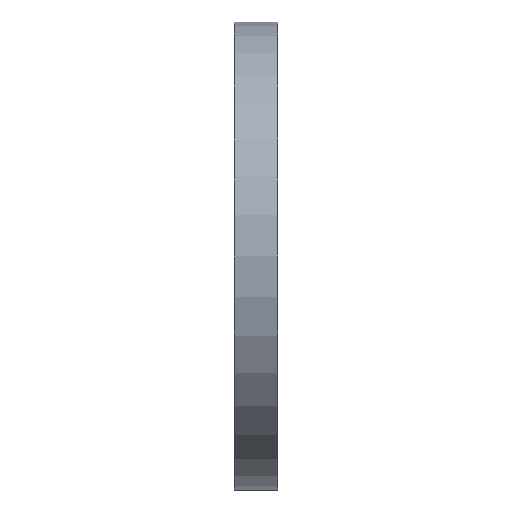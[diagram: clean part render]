
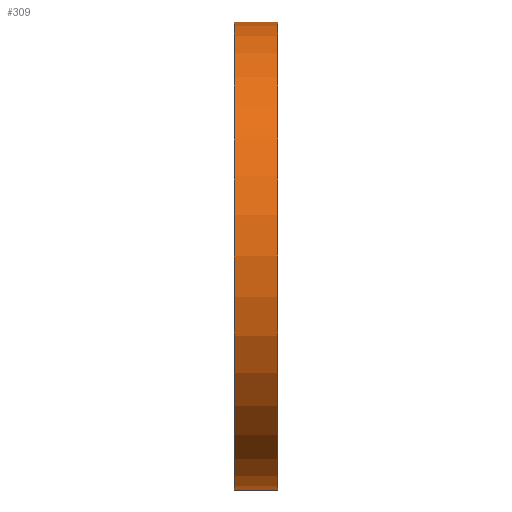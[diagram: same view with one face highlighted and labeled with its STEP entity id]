
A CAD part, front view. The second image highlights one B-rep face of the part: STEP entity #309.
In plain terms, the highlighted cylindrical face has radius 3.225 mm (diameter 6.45 mm), a partial arc.
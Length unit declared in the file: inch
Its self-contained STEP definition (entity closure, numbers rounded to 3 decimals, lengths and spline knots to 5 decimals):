
#14 = VERTEX_POINT ( 'NONE', #536 ) ;
#28 = ORIENTED_EDGE ( 'NONE', *, *, #243, .T. ) ;
#36 = LINE ( 'NONE', #89, #442 ) ;
#75 = EDGE_CURVE ( 'NONE', #734, #107, #242, .T. ) ;
#89 = CARTESIAN_POINT ( 'NONE',  ( 0., -0.01083, -0.12697 ) ) ;
#107 = VERTEX_POINT ( 'NONE', #232 ) ;
#133 = DIRECTION ( 'NONE',  ( 1., 0., 0. ) ) ;
#213 = CIRCLE ( 'NONE', #251, 0.12697 ) ;
#222 = CARTESIAN_POINT ( 'NONE',  ( 0., -0.01083, 0. ) ) ;
#232 = CARTESIAN_POINT ( 'NONE',  ( 0.02362, -0.01083, 0.12697 ) ) ;
#242 = LINE ( 'NONE', #478, #275 ) ;
#243 = EDGE_CURVE ( 'NONE', #14, #533, #36, .T. ) ;
#251 = AXIS2_PLACEMENT_3D ( 'NONE', #222, #419, #574 ) ;
#273 = CARTESIAN_POINT ( 'NONE',  ( 0., -0.01083, 0. ) ) ;
#275 = VECTOR ( 'NONE', #542, 39.37008 ) ;
#279 = CYLINDRICAL_SURFACE ( 'NONE', #327, 0.12697 ) ;
#283 = DIRECTION ( 'NONE',  ( -1., 0., 0. ) ) ;
#309 = ADVANCED_FACE ( 'NONE', ( #696 ), #279, .T. ) ;
#327 = AXIS2_PLACEMENT_3D ( 'NONE', #273, #633, #764 ) ;
#340 = ORIENTED_EDGE ( 'NONE', *, *, #372, .T. ) ;
#372 = EDGE_CURVE ( 'NONE', #533, #107, #407, .T. ) ;
#402 = EDGE_CURVE ( 'NONE', #734, #14, #213, .T. ) ;
#407 = CIRCLE ( 'NONE', #636, 0.12697 ) ;
#408 = ORIENTED_EDGE ( 'NONE', *, *, #75, .F. ) ;
#419 = DIRECTION ( 'NONE',  ( 1., 0., 0. ) ) ;
#442 = VECTOR ( 'NONE', #133, 39.37008 ) ;
#447 = ORIENTED_EDGE ( 'NONE', *, *, #402, .T. ) ;
#466 = EDGE_LOOP ( 'NONE', ( #447, #28, #340, #408 ) ) ;
#478 = CARTESIAN_POINT ( 'NONE',  ( 0., -0.01083, 0.12697 ) ) ;
#502 = CARTESIAN_POINT ( 'NONE',  ( 0., -0.01083, 0.12697 ) ) ;
#529 = DIRECTION ( 'NONE',  ( 0., 0.664, -0.748 ) ) ;
#533 = VERTEX_POINT ( 'NONE', #561 ) ;
#536 = CARTESIAN_POINT ( 'NONE',  ( 0., -0.01083, -0.12697 ) ) ;
#542 = DIRECTION ( 'NONE',  ( 1., 0., 0. ) ) ;
#561 = CARTESIAN_POINT ( 'NONE',  ( 0.02362, -0.01083, -0.12697 ) ) ;
#570 = CARTESIAN_POINT ( 'NONE',  ( 0.02362, -0.01083, 0. ) ) ;
#574 = DIRECTION ( 'NONE',  ( 0., 0., -1. ) ) ;
#633 = DIRECTION ( 'NONE',  ( 1., 0., 0. ) ) ;
#636 = AXIS2_PLACEMENT_3D ( 'NONE', #570, #283, #529 ) ;
#696 = FACE_OUTER_BOUND ( 'NONE', #466, .T. ) ;
#734 = VERTEX_POINT ( 'NONE', #502 ) ;
#764 = DIRECTION ( 'NONE',  ( 0., 0., 1. ) ) ;
